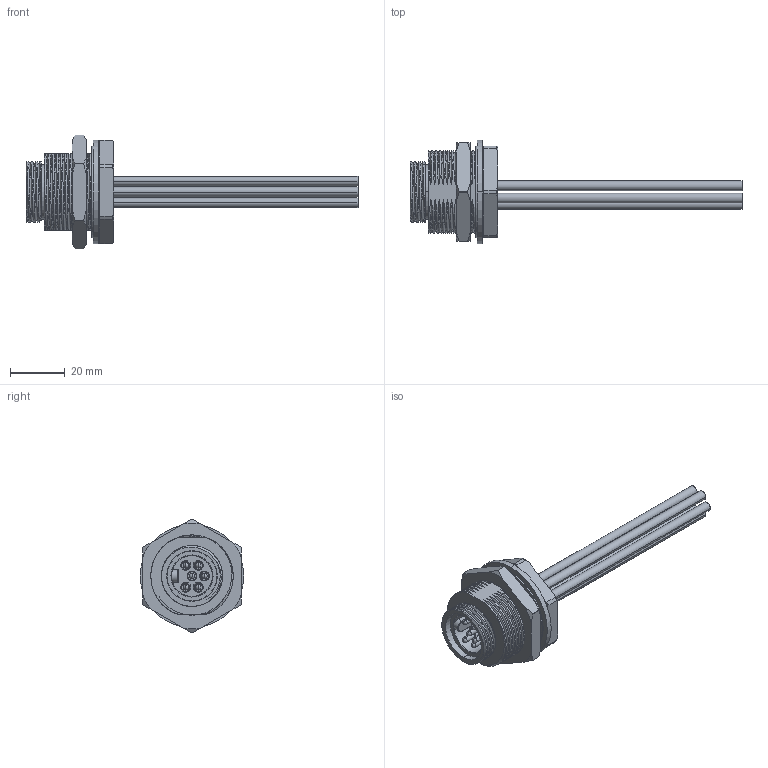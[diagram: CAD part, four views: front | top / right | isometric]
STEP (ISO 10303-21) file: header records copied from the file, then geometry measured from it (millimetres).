
FILE_DESCRIPTION(/* description */ (''),/* implementation_level */ '2;1');
FILE_NAME(/* name */ 'FMZ61-m-M30.stp',/* time_stamp */ '2019-04-22T16:30:08+08:00',/* author */ (''),/* organization */ (''),/* preprocessor_version */ 'ST-DEVELOPER v15',/* originating_system */ 'SIEMENS PLM Software NX 9.0',/* authorisation */ '');
FILE_SCHEMA (('CONFIG_CONTROL_DESIGN'));
Length unit declared in the file: millimetre
Products named in the file (1): FMZ61-m-M30_stp
Bounding box: 120.9 x 37.7 x 41.5 mm (x, y, z)
Volume: 26225.1 mm3; surface area: 16280 mm2
Topology: 1 solids, 9 shells, 421 faces, 1077 edges, 690 vertices
Faces by surface type: cylinder 194, plane 110, bspline 62, cone 40, sphere 12, torus 3
Full cylindrical faces by diameter (mm): 18.2 x1
Entity records: 18397 total; most frequent: CARTESIAN_POINT 8506, ORIENTED_EDGE 2108, DIRECTION 1925, EDGE_CURVE 1054, AXIS2_PLACEMENT_3D 803, VERTEX_POINT 690, EDGE_LOOP 496, CIRCLE 443
